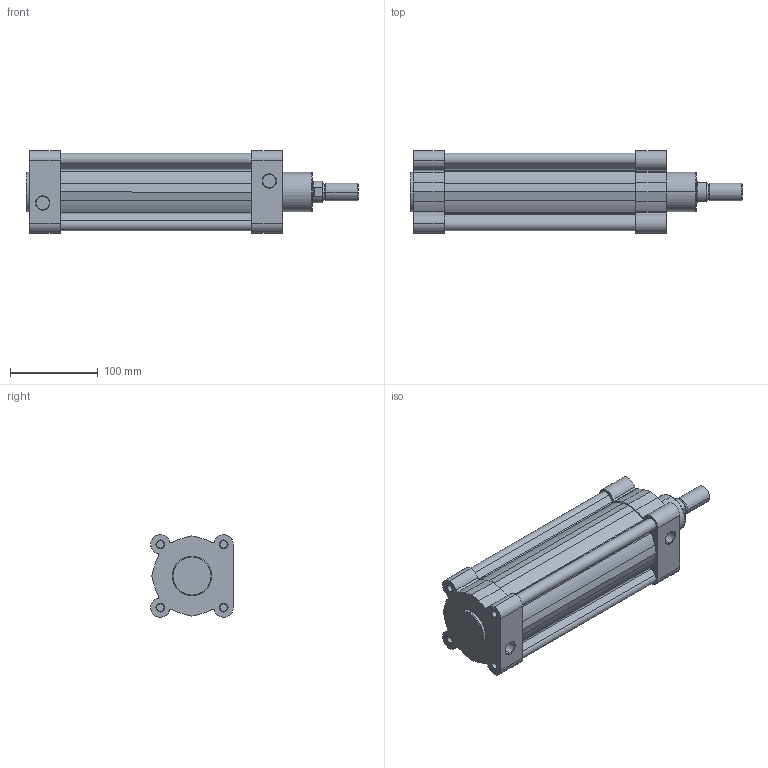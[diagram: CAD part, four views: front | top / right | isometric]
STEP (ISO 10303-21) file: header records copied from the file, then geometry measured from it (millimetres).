
FILE_DESCRIPTION (( 'STEP AP214' ), '1' );
FILE_NAME ('PNC 80-160 CYLINDER.STEP', '2010-08-03T11:50:37', ( '' ), ( '' ), 'SwSTEP 2.0', 'SolidWorks 2010', '' );
FILE_SCHEMA (( 'AUTOMOTIVE_DESIGN' ));
Length unit declared in the file: millimetre
Products named in the file (5): 80 arka kapak 驆el; 80; 80 on kapak; PNC  80 M尳; PNC  80-160   CYLINDER
Assembly tree (4 placements, depth 2):
  PNC  80-160   CYLINDER
    80 on kapak
    PNC  80 M尳
    80
    80 arka kapak 驆el
Bounding box: 378 x 93.98 x 94 mm (x, y, z)
Volume: 1199725.4 mm3; surface area: 293567.8 mm2
Topology: 4 solids, 4 shells, 220 faces, 540 edges, 348 vertices
Faces by surface type: cylinder 120, plane 64, cone 26, torus 10
Entity records: 7070 total; most frequent: DIRECTION 1260, CARTESIAN_POINT 1187, ORIENTED_EDGE 1080, EDGE_CURVE 540, AXIS2_PLACEMENT_3D 509, VERTEX_POINT 348, CIRCLE 282, EDGE_LOOP 252
